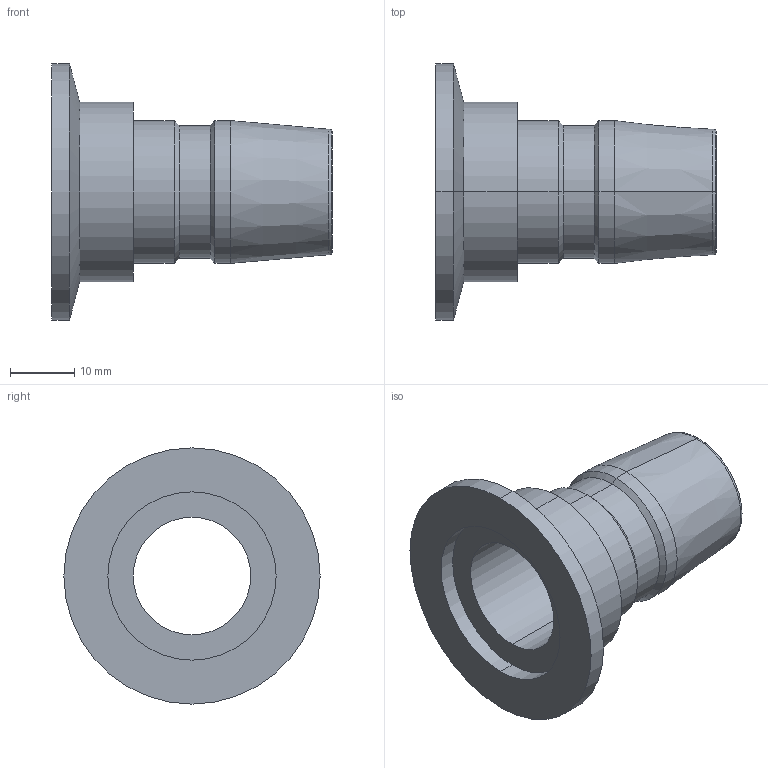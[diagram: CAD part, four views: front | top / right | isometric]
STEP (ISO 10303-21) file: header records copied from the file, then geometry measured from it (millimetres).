
FILE_DESCRIPTION (( 'STEP AP214' ), '1' );
FILE_NAME ('735002.STEP', '2024-01-07T09:01:41', ( '' ), ( '' ), 'SwSTEP 2.0', 'SolidWorks 2022', '' );
FILE_SCHEMA (( 'AUTOMOTIVE_DESIGN' ));
Length unit declared in the file: inch
Products named in the file (1): 735002
Bounding box: 43.65 x 39.88 x 39.88 mm (x, y, z)
Volume: 8820.3 mm3; surface area: 7647.3 mm2
Topology: 1 solids, 1 shells, 29 faces, 58 edges, 32 vertices
Faces by surface type: cylinder 14, cone 8, torus 4, plane 3
Entity records: 792 total; most frequent: DIRECTION 154, CARTESIAN_POINT 120, ORIENTED_EDGE 116, AXIS2_PLACEMENT_3D 66, EDGE_CURVE 58, CIRCLE 36, EDGE_LOOP 32, VERTEX_POINT 32
